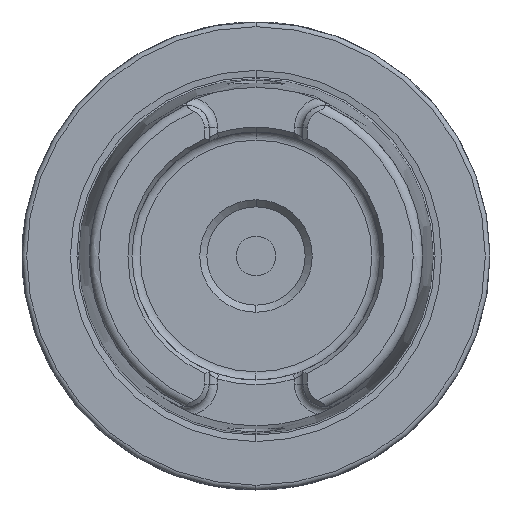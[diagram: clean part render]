
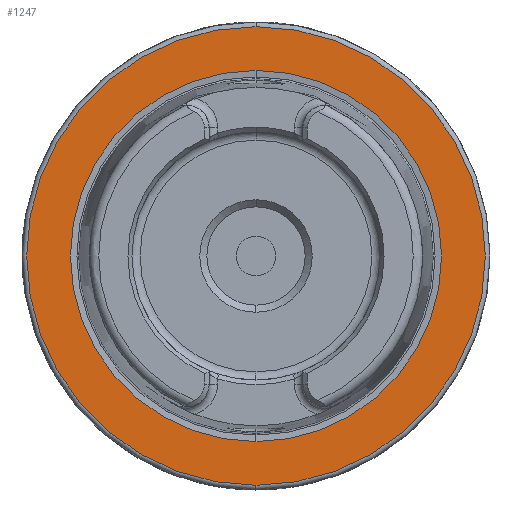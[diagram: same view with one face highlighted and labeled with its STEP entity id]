
A CAD part, left-side view. The second image highlights one B-rep face of the part: STEP entity #1247.
In plain terms, the highlighted planar face has unit normal (-1, 0, 0).
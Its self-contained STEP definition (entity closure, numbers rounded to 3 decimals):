
#24 = CARTESIAN_POINT ( 'NONE',  ( 0., 0., 0. ) ) ;
#249 = CARTESIAN_POINT ( 'NONE',  ( 0., 0., 49. ) ) ;
#738 = VERTEX_POINT ( 'NONE', #249 ) ;
#1247 = ADVANCED_FACE ( 'NONE', ( #8383, #8359 ), #9459, .T. ) ;
#1447 = DIRECTION ( 'NONE',  ( 0., 0., 1. ) ) ;
#1478 = DIRECTION ( 'NONE',  ( 1., 0., 0. ) ) ;
#1499 = CARTESIAN_POINT ( 'NONE',  ( 0., 0., 0. ) ) ;
#1623 = DIRECTION ( 'NONE',  ( 0., 0., 1. ) ) ;
#1633 = DIRECTION ( 'NONE',  ( 1., 0., 0. ) ) ;
#1637 = CARTESIAN_POINT ( 'NONE',  ( 0., 0., 0. ) ) ;
#1893 = EDGE_LOOP ( 'NONE', ( #7532, #8477 ) ) ;
#2642 = VERTEX_POINT ( 'NONE', #8809 ) ;
#3152 = AXIS2_PLACEMENT_3D ( 'NONE', #1499, #1478, #1447 ) ;
#3156 = AXIS2_PLACEMENT_3D ( 'NONE', #1637, #1633, #1623 ) ;
#3483 = VERTEX_POINT ( 'NONE', #4676 ) ;
#3870 = AXIS2_PLACEMENT_3D ( 'NONE', #8509, #8502, #8479 ) ;
#3913 = AXIS2_PLACEMENT_3D ( 'NONE', #24, #9301, #9991 ) ;
#4508 = CIRCLE ( 'NONE', #3156, 39.647 ) ;
#4516 = CIRCLE ( 'NONE', #3152, 49. ) ;
#4676 = CARTESIAN_POINT ( 'NONE',  ( 0., 0., 39.647 ) ) ;
#5269 = EDGE_LOOP ( 'NONE', ( #8030, #8508 ) ) ;
#5792 = AXIS2_PLACEMENT_3D ( 'NONE', #9596, #9636, #9711 ) ;
#7062 = CARTESIAN_POINT ( 'NONE',  ( 0., 0., -49. ) ) ;
#7532 = ORIENTED_EDGE ( 'NONE', *, *, #7764, .T. ) ;
#7723 = EDGE_CURVE ( 'NONE', #738, #9686, #9681, .T. ) ;
#7764 = EDGE_CURVE ( 'NONE', #2642, #3483, #9444, .T. ) ;
#8030 = ORIENTED_EDGE ( 'NONE', *, *, #7723, .F. ) ;
#8359 = FACE_OUTER_BOUND ( 'NONE', #5269, .T. ) ;
#8383 = FACE_BOUND ( 'NONE', #1893, .T. ) ;
#8477 = ORIENTED_EDGE ( 'NONE', *, *, #9246, .T. ) ;
#8479 = DIRECTION ( 'NONE',  ( 0., 0., 1. ) ) ;
#8502 = DIRECTION ( 'NONE',  ( 1., 0., 0. ) ) ;
#8508 = ORIENTED_EDGE ( 'NONE', *, *, #9262, .F. ) ;
#8509 = CARTESIAN_POINT ( 'NONE',  ( 0., 0., 0. ) ) ;
#8809 = CARTESIAN_POINT ( 'NONE',  ( 0., 0., -39.647 ) ) ;
#9246 = EDGE_CURVE ( 'NONE', #3483, #2642, #4508, .T. ) ;
#9262 = EDGE_CURVE ( 'NONE', #9686, #738, #4516, .T. ) ;
#9301 = DIRECTION ( 'NONE',  ( 1., 0., 0. ) ) ;
#9444 = CIRCLE ( 'NONE', #3870, 39.647 ) ;
#9459 = PLANE ( 'NONE',  #5792 ) ;
#9596 = CARTESIAN_POINT ( 'NONE',  ( 0., -39.647, 0. ) ) ;
#9636 = DIRECTION ( 'NONE',  ( -1., 0., 0. ) ) ;
#9681 = CIRCLE ( 'NONE', #3913, 49. ) ;
#9686 = VERTEX_POINT ( 'NONE', #7062 ) ;
#9711 = DIRECTION ( 'NONE',  ( 0., 0., -1. ) ) ;
#9991 = DIRECTION ( 'NONE',  ( 0., 0., 1. ) ) ;
